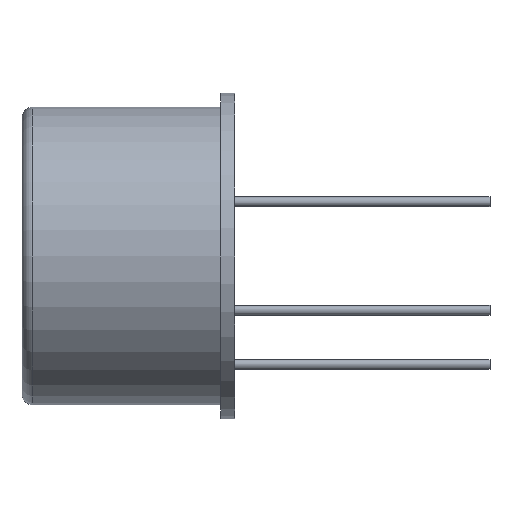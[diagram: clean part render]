
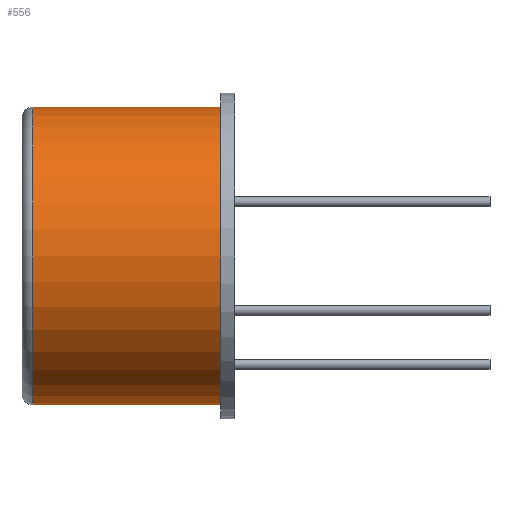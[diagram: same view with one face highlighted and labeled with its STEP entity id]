
A CAD part, left-side view. The second image highlights one B-rep face of the part: STEP entity #556.
In plain terms, the highlighted cylindrical face has radius 7 mm (diameter 14 mm), a partial arc.
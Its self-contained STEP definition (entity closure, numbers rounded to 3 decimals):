
#90 = DIRECTION ( 'NONE',  ( 0., -1., 0. ) ) ;
#97 = CYLINDRICAL_SURFACE ( 'NONE', #911, 7. ) ;
#155 = ORIENTED_EDGE ( 'NONE', *, *, #1633, .F. ) ;
#181 = AXIS2_PLACEMENT_3D ( 'NONE', #1055, #1666, #1678 ) ;
#226 = CARTESIAN_POINT ( 'NONE',  ( 0., 0.65, 7. ) ) ;
#240 = LINE ( 'NONE', #867, #1673 ) ;
#339 = CARTESIAN_POINT ( 'NONE',  ( 0., 9.5, -7. ) ) ;
#343 = ORIENTED_EDGE ( 'NONE', *, *, #1097, .T. ) ;
#390 = AXIS2_PLACEMENT_3D ( 'NONE', #453, #90, #708 ) ;
#453 = CARTESIAN_POINT ( 'NONE',  ( 0., 0.65, 0. ) ) ;
#487 = VERTEX_POINT ( 'NONE', #339 ) ;
#519 = CIRCLE ( 'NONE', #390, 7. ) ;
#556 = ADVANCED_FACE ( 'NONE', ( #1091 ), #97, .T. ) ;
#708 = DIRECTION ( 'NONE',  ( 0., 0., -1. ) ) ;
#725 = CARTESIAN_POINT ( 'NONE',  ( 0., 0., 0. ) ) ;
#747 = ORIENTED_EDGE ( 'NONE', *, *, #1439, .F. ) ;
#830 = CARTESIAN_POINT ( 'NONE',  ( 0., 0.65, -7. ) ) ;
#867 = CARTESIAN_POINT ( 'NONE',  ( 0., 0., 7. ) ) ;
#898 = CARTESIAN_POINT ( 'NONE',  ( 0., 9.5, 7. ) ) ;
#899 = EDGE_LOOP ( 'NONE', ( #155, #1392, #343, #747 ) ) ;
#911 = AXIS2_PLACEMENT_3D ( 'NONE', #725, #1396, #1537 ) ;
#1039 = DIRECTION ( 'NONE',  ( 0., -1., 0. ) ) ;
#1055 = CARTESIAN_POINT ( 'NONE',  ( 0., 9.5, 0. ) ) ;
#1077 = LINE ( 'NONE', #1421, #1643 ) ;
#1091 = FACE_OUTER_BOUND ( 'NONE', #899, .T. ) ;
#1097 = EDGE_CURVE ( 'NONE', #487, #1342, #1077, .T. ) ;
#1229 = CIRCLE ( 'NONE', #181, 7. ) ;
#1247 = DIRECTION ( 'NONE',  ( 0., -1., 0. ) ) ;
#1342 = VERTEX_POINT ( 'NONE', #830 ) ;
#1392 = ORIENTED_EDGE ( 'NONE', *, *, #1925, .T. ) ;
#1396 = DIRECTION ( 'NONE',  ( 0., -1., 0. ) ) ;
#1421 = CARTESIAN_POINT ( 'NONE',  ( 0., 0., -7. ) ) ;
#1439 = EDGE_CURVE ( 'NONE', #1541, #1342, #519, .T. ) ;
#1443 = VERTEX_POINT ( 'NONE', #898 ) ;
#1537 = DIRECTION ( 'NONE',  ( 0., 0., -1. ) ) ;
#1541 = VERTEX_POINT ( 'NONE', #226 ) ;
#1633 = EDGE_CURVE ( 'NONE', #1443, #1541, #240, .T. ) ;
#1643 = VECTOR ( 'NONE', #1247, 1000. ) ;
#1666 = DIRECTION ( 'NONE',  ( 0., -1., 0. ) ) ;
#1673 = VECTOR ( 'NONE', #1039, 1000. ) ;
#1678 = DIRECTION ( 'NONE',  ( 0., 0., -1. ) ) ;
#1925 = EDGE_CURVE ( 'NONE', #1443, #487, #1229, .T. ) ;
